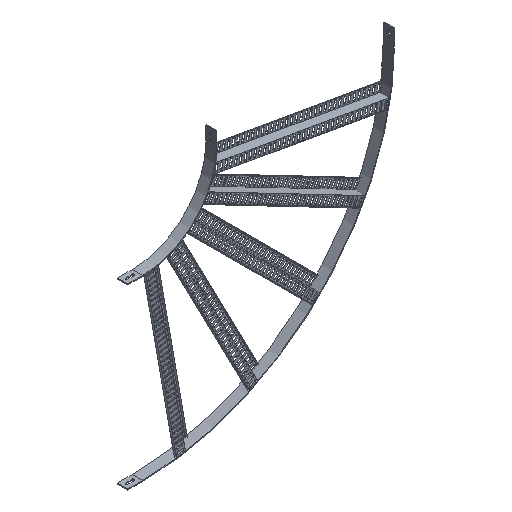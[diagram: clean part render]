
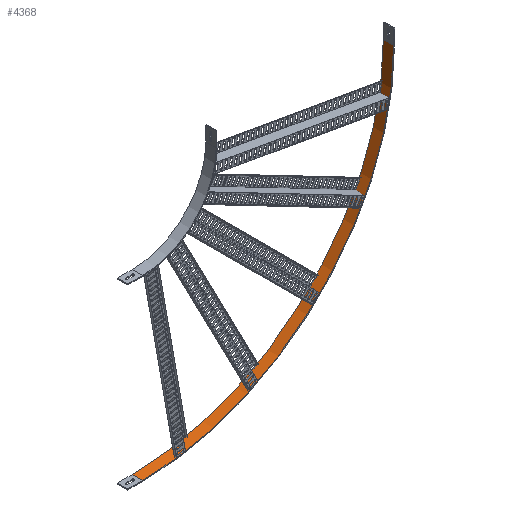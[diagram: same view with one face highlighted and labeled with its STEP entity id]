
A CAD part, isometric view. The second image highlights one B-rep face of the part: STEP entity #4368.
In plain terms, the highlighted cylindrical face has radius 853 mm (diameter 1706 mm), a partial arc.
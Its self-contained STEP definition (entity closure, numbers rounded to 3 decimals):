
#526 = AXIS2_PLACEMENT_3D ( 'NONE', #3726, #3457, #13049 ) ;
#956 = CIRCLE ( 'NONE', #9757, 853. ) ;
#1067 = CARTESIAN_POINT ( 'NONE',  ( 853., -35., 0. ) ) ;
#2196 = DIRECTION ( 'NONE',  ( 0., 0., -1. ) ) ;
#3037 = LINE ( 'NONE', #1067, #14859 ) ;
#3457 = DIRECTION ( 'NONE',  ( 0., 1., 0. ) ) ;
#3714 = DIRECTION ( 'NONE',  ( 0., -1., 0. ) ) ;
#3726 = CARTESIAN_POINT ( 'NONE',  ( 0., -35., 0. ) ) ;
#4221 = DIRECTION ( 'NONE',  ( 0., 1., 0. ) ) ;
#4368 = ADVANCED_FACE ( 'NONE', ( #16201 ), #4638, .F. ) ;
#4638 = CYLINDRICAL_SURFACE ( 'NONE', #526, 853. ) ;
#5117 = CARTESIAN_POINT ( 'NONE',  ( 0., 0., -853. ) ) ;
#5214 = CARTESIAN_POINT ( 'NONE',  ( 0., 0., 0. ) ) ;
#5424 = CARTESIAN_POINT ( 'NONE',  ( 853., -35., 0. ) ) ;
#6300 = VERTEX_POINT ( 'NONE', #5117 ) ;
#7582 = EDGE_LOOP ( 'NONE', ( #15962, #18758, #17127, #18348 ) ) ;
#8574 = EDGE_CURVE ( 'NONE', #10360, #6300, #9176, .T. ) ;
#8613 = CARTESIAN_POINT ( 'NONE',  ( 0., -35., 0. ) ) ;
#9063 = CARTESIAN_POINT ( 'NONE',  ( 0., -35., -853. ) ) ;
#9176 = LINE ( 'NONE', #9063, #16034 ) ;
#9393 = CIRCLE ( 'NONE', #9495, 853. ) ;
#9495 = AXIS2_PLACEMENT_3D ( 'NONE', #5214, #3714, #2196 ) ;
#9757 = AXIS2_PLACEMENT_3D ( 'NONE', #8613, #19542, #11589 ) ;
#10360 = VERTEX_POINT ( 'NONE', #18467 ) ;
#11169 = EDGE_CURVE ( 'NONE', #10360, #15832, #956, .T. ) ;
#11589 = DIRECTION ( 'NONE',  ( 0., 0., -1. ) ) ;
#12305 = DIRECTION ( 'NONE',  ( 0., 1., 0. ) ) ;
#13049 = DIRECTION ( 'NONE',  ( 0., 0., 1. ) ) ;
#14859 = VECTOR ( 'NONE', #4221, 1000. ) ;
#14886 = EDGE_CURVE ( 'NONE', #15832, #17173, #3037, .T. ) ;
#15361 = CARTESIAN_POINT ( 'NONE',  ( 853., 0., 0. ) ) ;
#15832 = VERTEX_POINT ( 'NONE', #5424 ) ;
#15962 = ORIENTED_EDGE ( 'NONE', *, *, #17450, .F. ) ;
#16034 = VECTOR ( 'NONE', #12305, 1000. ) ;
#16201 = FACE_OUTER_BOUND ( 'NONE', #7582, .T. ) ;
#17127 = ORIENTED_EDGE ( 'NONE', *, *, #11169, .T. ) ;
#17173 = VERTEX_POINT ( 'NONE', #15361 ) ;
#17450 = EDGE_CURVE ( 'NONE', #6300, #17173, #9393, .T. ) ;
#18348 = ORIENTED_EDGE ( 'NONE', *, *, #14886, .T. ) ;
#18467 = CARTESIAN_POINT ( 'NONE',  ( 0., -35., -853. ) ) ;
#18758 = ORIENTED_EDGE ( 'NONE', *, *, #8574, .F. ) ;
#19542 = DIRECTION ( 'NONE',  ( 0., -1., 0. ) ) ;
